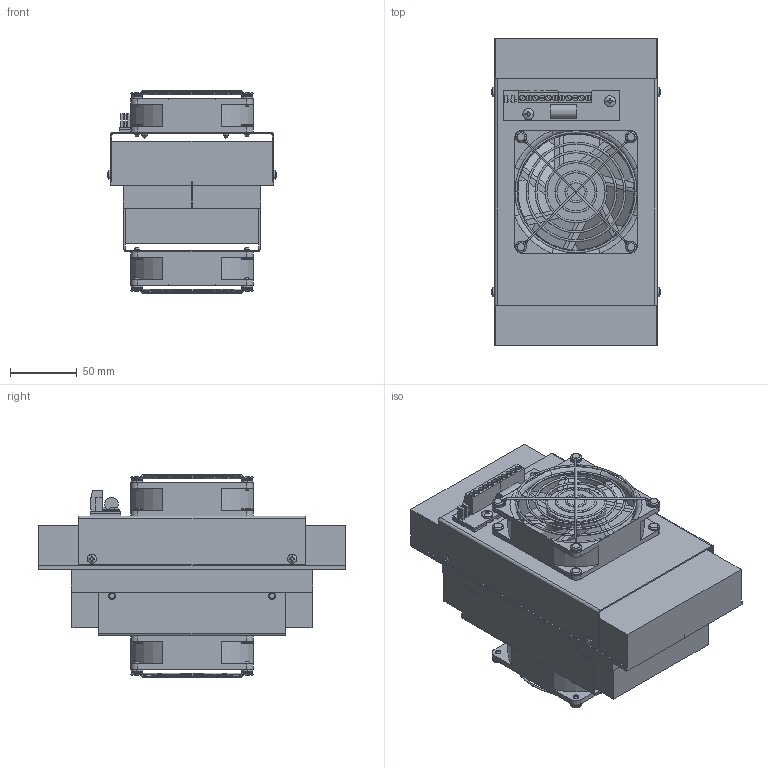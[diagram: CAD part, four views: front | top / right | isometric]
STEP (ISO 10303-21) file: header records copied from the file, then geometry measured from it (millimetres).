
FILE_DESCRIPTION (( 'STEP AP214' ), '1' );
FILE_NAME ('AA-070-24-22-00-00.STEP', '2018-12-18T01:02:21', ( '' ), ( '' ), 'SwSTEP 2.0', 'SolidWorks 2016', '' );
FILE_SCHEMA (( 'AUTOMOTIVE_DESIGN' ));
Length unit declared in the file: millimetre
Products named in the file (1): AA-070-24-22-00-00
Bounding box: 126.62 x 230 x 151.68 mm (x, y, z)
Surface area: 312395.7 mm2 (no closed solid volume)
Topology: 0 solids, 231 shells, 1083 faces, 3565 edges, 2764 vertices
Faces by surface type: plane 547, cylinder 315, torus 120, bspline 65, cone 36
Entity records: 53355 total; most frequent: CARTESIAN_POINT 19088, ORIENTED_EDGE 5898, DIRECTION 5678, EDGE_CURVE 3561, VERTEX_POINT 2764, LINE 1954, VECTOR 1954, AXIS2_PLACEMENT_3D 1862
